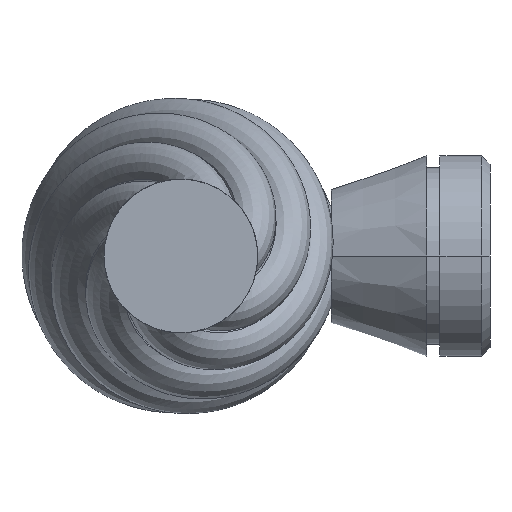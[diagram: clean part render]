
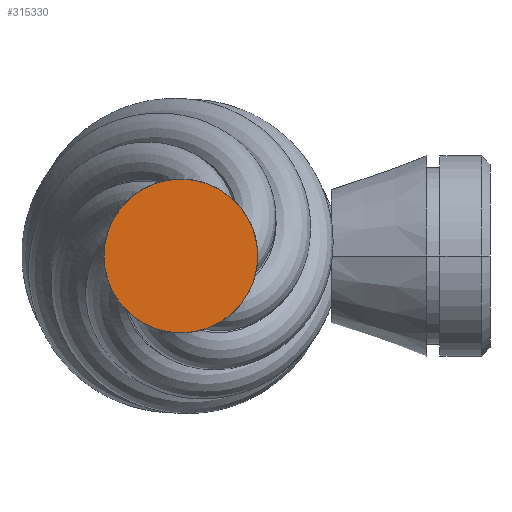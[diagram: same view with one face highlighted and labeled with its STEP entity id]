
A CAD part, left-side view. The second image highlights one B-rep face of the part: STEP entity #315330.
In plain terms, the highlighted planar face has unit normal (-1, 0, 0).
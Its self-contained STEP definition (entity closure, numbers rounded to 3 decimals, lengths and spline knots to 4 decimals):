
#309040=CARTESIAN_POINT('',(-25.5,3.9837,2.3));
#309050=VERTEX_POINT('',#309040);
#315090=CARTESIAN_POINT('',(-25.5,-3.9837,-2.3));
#315100=VERTEX_POINT('',#315090);
#315130=CARTESIAN_POINT('',(-25.5,0.,
0.));
#315140=DIRECTION('',(-1.,0.,0.));
#315150=DIRECTION('',(0.,0.866,0.5));
#315160=AXIS2_PLACEMENT_3D('',#315130,#315140,#315150);
#315170=CIRCLE('',#315160,4.6);
#315180=EDGE_CURVE('',#315100,#309050,#315170,.T.);
#315230=CARTESIAN_POINT('',(-25.5,1.125,-1.9486));
#315240=DIRECTION('',(-1.,0.,-0.));
#315250=DIRECTION('',(0.,0.5,-0.866));
#315260=AXIS2_PLACEMENT_3D('',#315230,#315240,#315250);
#315270=PLANE('',#315260);
#315280=EDGE_CURVE('',#309050,#315100,#315170,.T.);
#315290=ORIENTED_EDGE('',*,*,#315280,.T.);
#315300=ORIENTED_EDGE('',*,*,#315180,.T.);
#315310=EDGE_LOOP('',(#315300,#315290));
#315320=FACE_OUTER_BOUND('',#315310,.T.);
#315330=ADVANCED_FACE('',(#315320),#315270,.T.);
